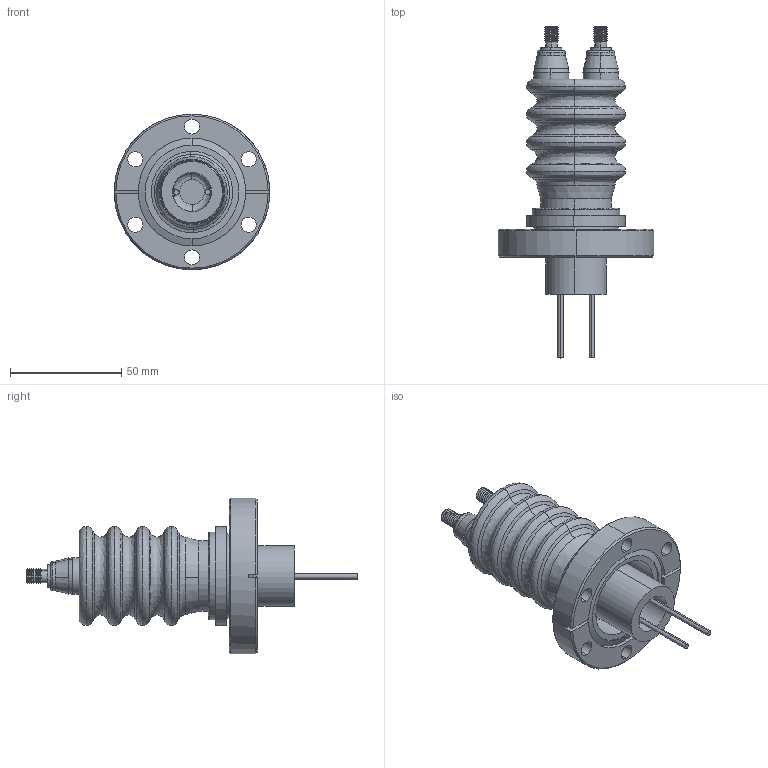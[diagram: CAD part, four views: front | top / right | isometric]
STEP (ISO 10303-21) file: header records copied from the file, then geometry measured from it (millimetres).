
FILE_DESCRIPTION (( 'STEP AP203' ), '1' );
FILE_NAME ('A2089-1-CF.STEP', '2013-06-12T11:29:15', ( '' ), ( '' ), 'SwSTEP 2.0', 'SolidWorks 2012', '' );
FILE_SCHEMA (( 'CONFIG_CONTROL_DESIGN' ));
Length unit declared in the file: inch
Products named in the file (1): A2089-1-CF
Bounding box: 69.85 x 148.91 x 69.85 mm (x, y, z)
Volume: 109551 mm3; surface area: 39534.3 mm2
Topology: 1 solids, 1 shells, 285 faces, 725 edges, 461 vertices
Faces by surface type: cone 127, cylinder 84, bspline 40, plane 34
Entity records: 10775 total; most frequent: CARTESIAN_POINT 3833, DIRECTION 1503, ORIENTED_EDGE 1450, EDGE_CURVE 725, AXIS2_PLACEMENT_3D 642, VERTEX_POINT 461, CIRCLE 396, EDGE_LOOP 316
